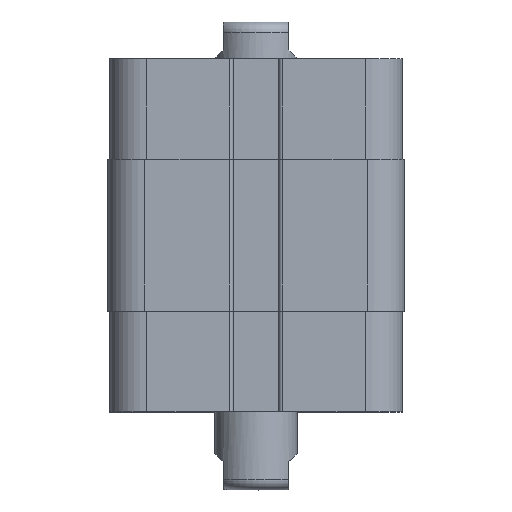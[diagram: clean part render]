
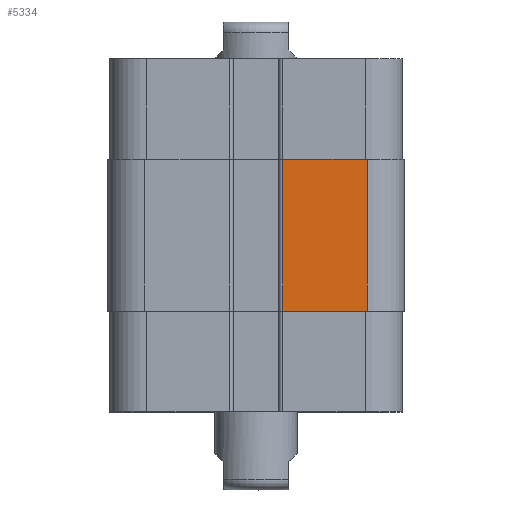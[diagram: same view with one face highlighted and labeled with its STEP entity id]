
A CAD part, top view. The second image highlights one B-rep face of the part: STEP entity #5334.
In plain terms, the highlighted planar face has unit normal (0, 0, 1).
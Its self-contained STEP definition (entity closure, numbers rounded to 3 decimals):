
#3901=CARTESIAN_POINT('',(3.25,9.25,18.05));
#3902=VERTEX_POINT('',#3901);
#3910=CARTESIAN_POINT('',(13.55,9.25,18.05));
#3911=VERTEX_POINT('',#3910);
#3912=CARTESIAN_POINT('',(13.55,9.25,18.05));
#3913=DIRECTION('',(-1.0,0.0,0.0));
#3914=VECTOR('',#3913,10.3);
#3915=LINE('',#3912,#3914);
#3916=EDGE_CURVE('',#3911,#3902,#3915,.T.);
#4968=CARTESIAN_POINT('',(13.55,-9.25,18.05));
#4969=VERTEX_POINT('',#4968);
#4977=CARTESIAN_POINT('',(3.25,-9.25,18.05));
#4978=VERTEX_POINT('',#4977);
#4979=CARTESIAN_POINT('',(3.25,-9.25,18.05));
#4980=DIRECTION('',(1.0,0.0,0.0));
#4981=VECTOR('',#4980,10.3);
#4982=LINE('',#4979,#4981);
#4983=EDGE_CURVE('',#4978,#4969,#4982,.T.);
#5302=CARTESIAN_POINT('',(13.55,-9.25,18.05));
#5303=DIRECTION('',(0.0,1.0,0.0));
#5304=VECTOR('',#5303,18.5);
#5305=LINE('',#5302,#5304);
#5306=EDGE_CURVE('',#4969,#3911,#5305,.T.);
#5318=CARTESIAN_POINT('',(13.55,0.0,18.05));
#5319=DIRECTION('',(0.0,0.0,1.0));
#5320=DIRECTION('',(1.0,0.0,0.0));
#5321=AXIS2_PLACEMENT_3D('',#5318,#5319,#5320);
#5322=PLANE('',#5321);
#5323=ORIENTED_EDGE('',*,*,#3916,.T.);
#5324=CARTESIAN_POINT('',(3.25,-9.25,18.05));
#5325=DIRECTION('',(0.0,1.0,0.0));
#5326=VECTOR('',#5325,18.5);
#5327=LINE('',#5324,#5326);
#5328=EDGE_CURVE('',#4978,#3902,#5327,.T.);
#5329=ORIENTED_EDGE('',*,*,#5328,.F.);
#5330=ORIENTED_EDGE('',*,*,#4983,.T.);
#5331=ORIENTED_EDGE('',*,*,#5306,.T.);
#5332=EDGE_LOOP('',(#5323,#5329,#5330,#5331));
#5333=FACE_OUTER_BOUND('',#5332,.T.);
#5334=ADVANCED_FACE('',(#5333),#5322,.T.);
